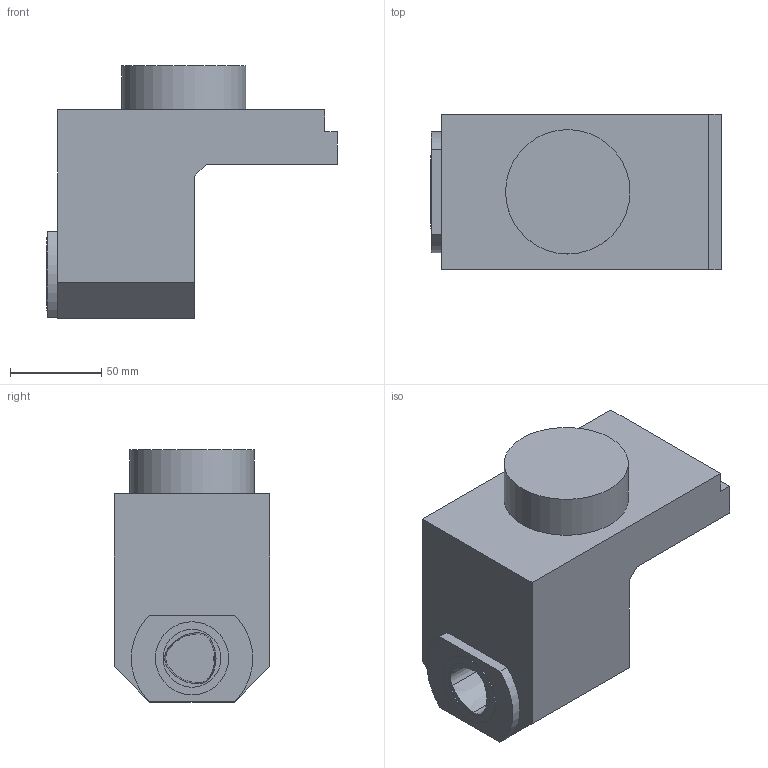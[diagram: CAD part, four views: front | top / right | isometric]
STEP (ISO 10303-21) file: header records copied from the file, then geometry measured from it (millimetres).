
FILE_DESCRIPTION(/* description */ (''),/* implementation_level */ '2;1');
FILE_NAME(/* name */ '1528871763502.stp',/* time_stamp */ '2018-06-13T08:36:08+02:00',/* author */ (''),/* organization */ ('SMS'),/* preprocessor_version */ 'ST-DEVELOPER v15',/* originating_system */ 'SIEMENS PLM Software NX 8.5',/* authorisation */ '');
FILE_SCHEMA (('AUTOMOTIVE_DESIGN { 1 0 10303 214 3 1 1 1 }'));
Length unit declared in the file: millimetre
Products named in the file (1): 200835955mod000_01
Bounding box: 159 x 85 x 138 mm (x, y, z)
Volume: 980810.6 mm3; surface area: 72611.2 mm2
Topology: 1 solids, 1 shells, 33 faces, 77 edges, 52 vertices
Faces by surface type: plane 21, cylinder 6, cone 6
Full cylindrical faces by diameter (mm): 2.5 x1, 31.6 x1, 40 x1, 68 x1
Entity records: 1019 total; most frequent: CARTESIAN_POINT 215, DIRECTION 167, ORIENTED_EDGE 142, EDGE_CURVE 71, AXIS2_PLACEMENT_3D 60, VERTEX_POINT 50, LINE 47, VECTOR 47
